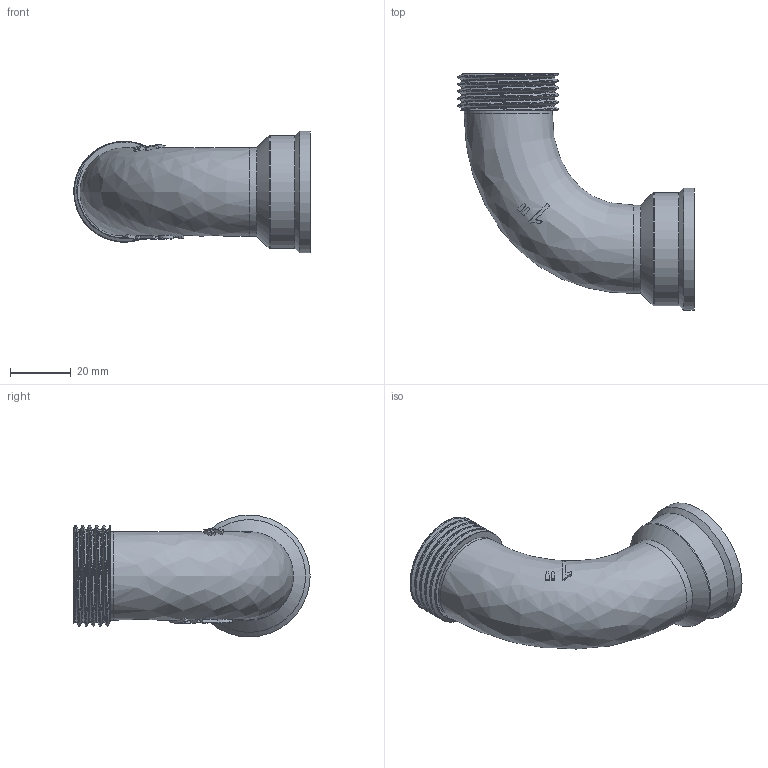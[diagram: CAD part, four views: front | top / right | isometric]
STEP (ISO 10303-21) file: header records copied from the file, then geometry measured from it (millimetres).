
FILE_DESCRIPTION(/* description */ (''),/* implementation_level */ '2;1');
FILE_NAME(/* name */ 'MF0402.032.032.step',/* time_stamp */ '2026-01-21T11:13:18+01:00',/* author */ (''),/* organization */ (''),/* preprocessor_version */ 'ST-DEVELOPER v20.1',/* originating_system */ 'Autodesk Translation Framework v14.21.0.0',/* authorisation */ '');
FILE_SCHEMA (('AUTOMOTIVE_DESIGN { 1 0 10303 214 3 1 1 }'));
Length unit declared in the file: millimetre
Products named in the file (1): 2026-01-20-16-17-40-034
Bounding box: 77.53 x 77.52 x 40 mm (x, y, z)
Volume: 25056.1 mm3; surface area: 20768.1 mm2
Topology: 1 solids, 1 shells, 90 faces, 236 edges, 155 vertices
Faces by surface type: bspline 59, cylinder 22, plane 5, cone 4
Full cylindrical faces by diameter (mm): 23.6 x2, 25 x1, 29 x2, 30.291 x5, 30.611 x1, 33.249 x4, 37 x2, 40 x1
Entity records: 10659 total; most frequent: CARTESIAN_POINT 8851, ORIENTED_EDGE 468, EDGE_CURVE 234, DIRECTION 175, VERTEX_POINT 154, B_SPLINE_CURVE_WITH_KNOTS 147, EDGE_LOOP 100, FACE_OUTER_BOUND 90
